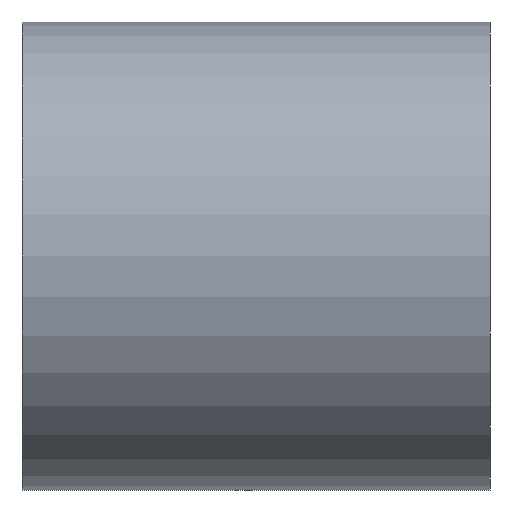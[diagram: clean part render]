
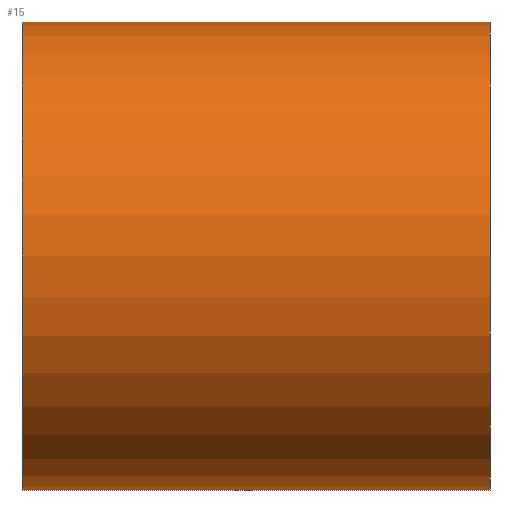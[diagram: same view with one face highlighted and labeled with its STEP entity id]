
A CAD part, left-side view. The second image highlights one B-rep face of the part: STEP entity #15.
In plain terms, the highlighted cylindrical face has radius 1.984 mm (diameter 3.969 mm), a partial arc.
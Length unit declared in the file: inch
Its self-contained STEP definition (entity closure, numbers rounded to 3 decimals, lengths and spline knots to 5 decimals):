
#1 = VECTOR ( 'NONE', #118, 39.37008 ) ;
#2 = VECTOR ( 'NONE', #124, 39.37008 ) ;
#6 = AXIS2_PLACEMENT_3D ( 'NONE', #115, #119, #120 ) ;
#15 = ADVANCED_FACE ( 'NONE', ( #149 ), #141, .T. ) ;
#16 = CIRCLE ( 'NONE', #142, 0.07813 ) ;
#19 = CIRCLE ( 'NONE', #6, 0.07813 ) ;
#29 = EDGE_CURVE ( 'NONE', #92, #95, #16, .T. ) ;
#32 = EDGE_CURVE ( 'NONE', #94, #95, #116, .T. ) ;
#33 = EDGE_CURVE ( 'NONE', #93, #94, #19, .T. ) ;
#34 = EDGE_CURVE ( 'NONE', #93, #92, #122, .T. ) ;
#64 = CARTESIAN_POINT ( 'NONE',  ( 0., 0., -0.07813 ) ) ;
#65 = CARTESIAN_POINT ( 'NONE',  ( 0., 0.15625, -0.07813 ) ) ;
#66 = CARTESIAN_POINT ( 'NONE',  ( 0., 0.15625, 0.07813 ) ) ;
#67 = CARTESIAN_POINT ( 'NONE',  ( 0., 0., 0.07813 ) ) ;
#79 = ORIENTED_EDGE ( 'NONE', *, *, #32, .F. ) ;
#82 = ORIENTED_EDGE ( 'NONE', *, *, #29, .T. ) ;
#85 = ORIENTED_EDGE ( 'NONE', *, *, #34, .T. ) ;
#86 = ORIENTED_EDGE ( 'NONE', *, *, #33, .F. ) ;
#88 = EDGE_LOOP ( 'NONE', ( #79, #86, #85, #82 ) ) ;
#92 = VERTEX_POINT ( 'NONE', #64 ) ;
#93 = VERTEX_POINT ( 'NONE', #65 ) ;
#94 = VERTEX_POINT ( 'NONE', #66 ) ;
#95 = VERTEX_POINT ( 'NONE', #67 ) ;
#100 = CARTESIAN_POINT ( 'NONE',  ( 0., 0.15625, 0. ) ) ;
#101 = DIRECTION ( 'NONE',  ( 0., -1., 0. ) ) ;
#102 = DIRECTION ( 'NONE',  ( 0., 0., -1. ) ) ;
#106 = CARTESIAN_POINT ( 'NONE',  ( 0., 0., 0. ) ) ;
#107 = DIRECTION ( 'NONE',  ( 0., 1., 0. ) ) ;
#108 = DIRECTION ( 'NONE',  ( 0., 0., 1. ) ) ;
#115 = CARTESIAN_POINT ( 'NONE',  ( 0., 0.15625, 0. ) ) ;
#116 = LINE ( 'NONE', #117, #1 ) ;
#117 = CARTESIAN_POINT ( 'NONE',  ( 0., 0.15625, 0.07813 ) ) ;
#118 = DIRECTION ( 'NONE',  ( 0., -1., 0. ) ) ;
#119 = DIRECTION ( 'NONE',  ( 0., 1., 0. ) ) ;
#120 = DIRECTION ( 'NONE',  ( 0., 0., 1. ) ) ;
#122 = LINE ( 'NONE', #123, #2 ) ;
#123 = CARTESIAN_POINT ( 'NONE',  ( 0., 0.15625, -0.07813 ) ) ;
#124 = DIRECTION ( 'NONE',  ( 0., -1., 0. ) ) ;
#139 = AXIS2_PLACEMENT_3D ( 'NONE', #100, #101, #102 ) ;
#141 = CYLINDRICAL_SURFACE ( 'NONE', #139, 0.07813 ) ;
#142 = AXIS2_PLACEMENT_3D ( 'NONE', #106, #107, #108 ) ;
#149 = FACE_OUTER_BOUND ( 'NONE', #88, .T. ) ;
